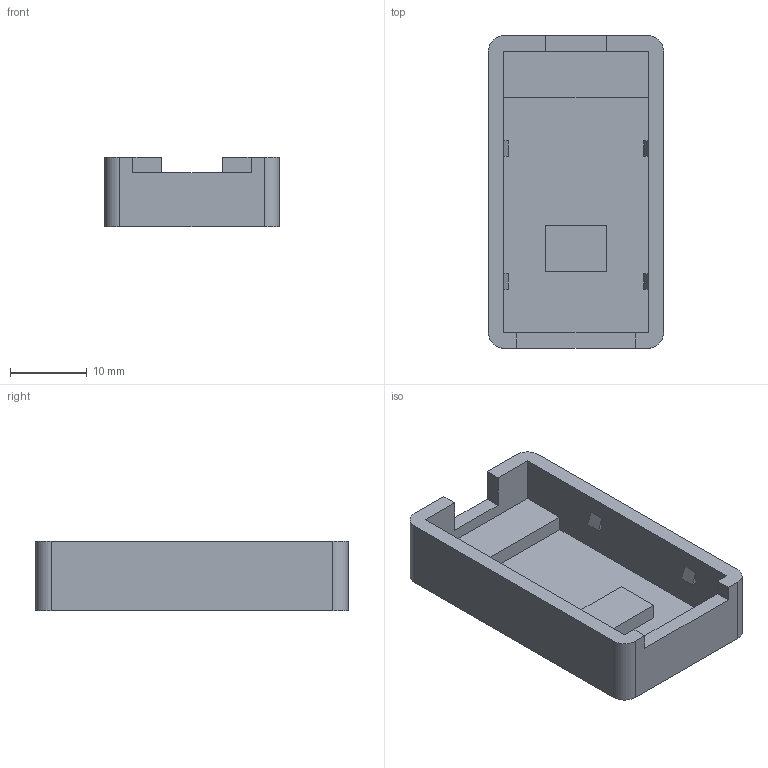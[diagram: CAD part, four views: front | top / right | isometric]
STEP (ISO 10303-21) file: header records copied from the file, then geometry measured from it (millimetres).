
FILE_DESCRIPTION (( 'STEP AP214' ), '1' );
FILE_NAME ('ftdi_bottom.STEP', '2024-07-27T14:17:02', ( '' ), ( '' ), 'SwSTEP 2.0', 'SolidWorks 2023', '' );
FILE_SCHEMA (( 'AUTOMOTIVE_DESIGN' ));
Length unit declared in the file: millimetre
Products named in the file (1): ftdi_bottom
Bounding box: 22.8 x 40.7 x 9 mm (x, y, z)
Volume: 2994.6 mm3; surface area: 3784.4 mm2
Topology: 1 solids, 1 shells, 45 faces, 114 edges, 76 vertices
Faces by surface type: plane 41, cylinder 4
Entity records: 1359 total; most frequent: CARTESIAN_POINT 236, ORIENTED_EDGE 228, DIRECTION 214, EDGE_CURVE 114, LINE 106, VECTOR 106, VERTEX_POINT 76, AXIS2_PLACEMENT_3D 54
